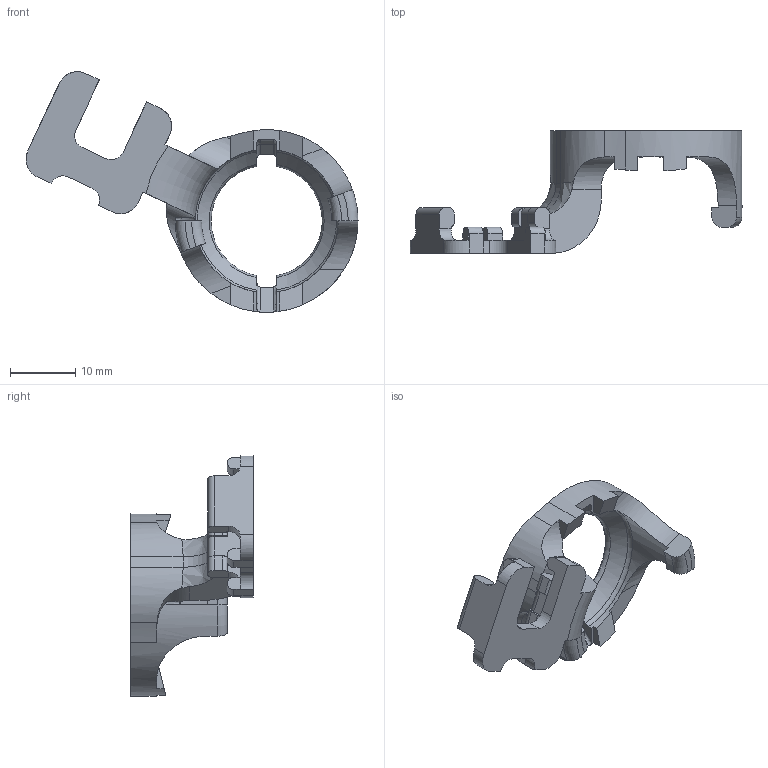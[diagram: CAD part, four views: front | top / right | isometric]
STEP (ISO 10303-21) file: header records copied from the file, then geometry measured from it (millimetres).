
FILE_DESCRIPTION((''),'2;1');
FILE_NAME('encoder_frame-mirrored.stp','2023-09-05T06:02:08',(''),(''),'STEP Write','Mastercam X8 ... CNC Software, Inc.','');
FILE_SCHEMA(('AUTOMOTIVE_DESIGN'));
Length unit declared in the file: millimetre
Products named in the file (1): None
Bounding box: 50.9 x 18.8 x 36.88 mm (x, y, z)
Volume: 3093 mm3; surface area: 2999.9 mm2
Topology: 1 solids, 1 shells, 154 faces, 443 edges, 290 vertices
Faces by surface type: plane 84, cylinder 52, torus 11, bspline 5, cone 2
Entity records: 5672 total; most frequent: CARTESIAN_POINT 1667, ORIENTED_EDGE 886, DIRECTION 799, EDGE_CURVE 443, VERTEX_POINT 290, AXIS2_PLACEMENT_3D 276, VECTOR 247, LINE 247
